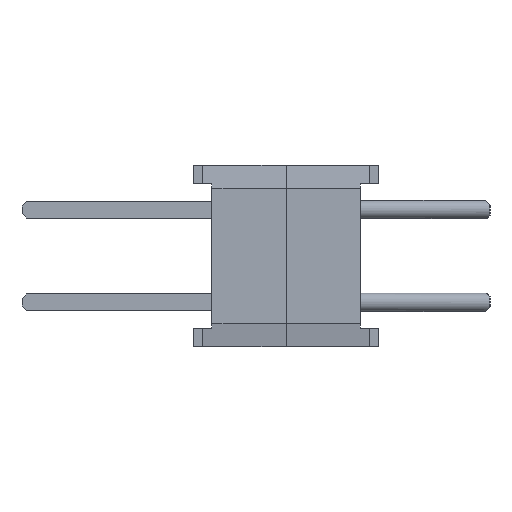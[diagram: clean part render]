
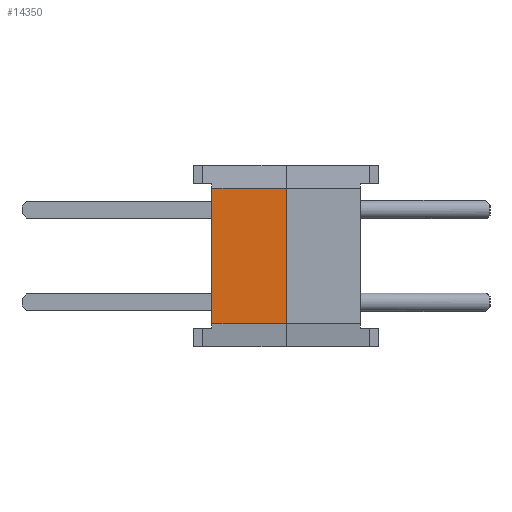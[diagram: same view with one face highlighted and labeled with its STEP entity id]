
A CAD part, left-side view. The second image highlights one B-rep face of the part: STEP entity #14350.
In plain terms, the highlighted planar face has unit normal (-1, 0, 0).
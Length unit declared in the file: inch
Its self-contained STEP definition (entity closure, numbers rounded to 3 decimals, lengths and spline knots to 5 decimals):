
#1223=ORIENTED_EDGE('',*,*,#4631,.F.);
#1224=ORIENTED_EDGE('',*,*,#5295,.T.);
#1225=ORIENTED_EDGE('',*,*,#5022,.T.);
#1226=ORIENTED_EDGE('',*,*,#5296,.F.);
#4631=EDGE_CURVE('',#6742,#6743,#8141,.T.);
#5022=EDGE_CURVE('',#7109,#7108,#8532,.T.);
#5295=EDGE_CURVE('',#6742,#7109,#8805,.T.);
#5296=EDGE_CURVE('',#6743,#7108,#8806,.T.);
#6742=VERTEX_POINT('',#20078);
#6743=VERTEX_POINT('',#20080);
#7108=VERTEX_POINT('',#20849);
#7109=VERTEX_POINT('',#20851);
#8141=LINE('',#20079,#10119);
#8532=LINE('',#20850,#10510);
#8805=LINE('',#21345,#10783);
#8806=LINE('',#21346,#10784);
#10119=VECTOR('',#16140,39.37008);
#10510=VECTOR('',#16559,39.37008);
#10783=VECTOR('',#16984,39.37008);
#10784=VECTOR('',#16985,39.37008);
#12040=EDGE_LOOP('',(#1223,#1224,#1225,#1226));
#12862=FACE_BOUND('',#12040,.T.);
#13632=PLANE('',#15120);
#14350=ADVANCED_FACE('',(#12862),#13632,.F.);
#15120=AXIS2_PLACEMENT_3D('',#21344,#16982,#16983);
#16140=DIRECTION('',(0.,0.,1.));
#16559=DIRECTION('',(0.,0.,1.));
#16982=DIRECTION('',(1.,0.,0.));
#16983=DIRECTION('',(0.,0.,-1.));
#16984=DIRECTION('',(0.,-1.,0.));
#16985=DIRECTION('',(0.,-1.,0.));
#20078=CARTESIAN_POINT('',(-0.325,0.1,-0.073));
#20079=CARTESIAN_POINT('',(-0.325,0.1,-0.098));
#20080=CARTESIAN_POINT('',(-0.325,0.1,0.073));
#20849=CARTESIAN_POINT('',(-0.325,0.02,0.073));
#20850=CARTESIAN_POINT('',(-0.325,0.02,-0.078));
#20851=CARTESIAN_POINT('',(-0.325,0.02,-0.073));
#21344=CARTESIAN_POINT('',(-0.325,0.1,-0.098));
#21345=CARTESIAN_POINT('',(-0.325,0.1,-0.073));
#21346=CARTESIAN_POINT('',(-0.325,0.1,0.073));
